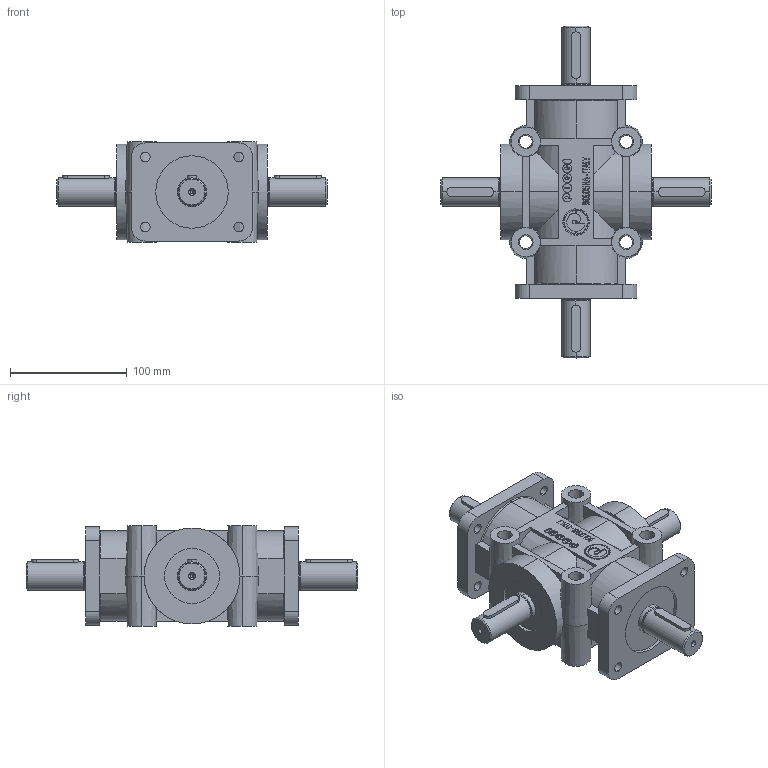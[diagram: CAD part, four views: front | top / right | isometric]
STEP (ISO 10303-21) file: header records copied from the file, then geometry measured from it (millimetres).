
FILE_DESCRIPTION(('STEP AP214'),'1');
FILE_NAME('182026111.stp','2017-10-10T10:35:56',('TraceParts'),('TraceParts S.A.'),'Spatial InterOp 3D',' ',' ');
FILE_SCHEMA(('automotive_design'));
Length unit declared in the file: millimetre
Products named in the file (1): 182026111
Bounding box: 231 x 284 x 86 mm (x, y, z)
Volume: 1468898.8 mm3; surface area: 141830.3 mm2
Topology: 1 solids, 1 shells, 991 faces, 2672 edges, 1752 vertices
Faces by surface type: plane 421, extrusion 346, cylinder 130, cone 70, torus 24
Entity records: 57606 total; most frequent: CARTESIAN_POINT 26520, ORIENTED_EDGE 5328, DIRECTION 3640, EDGE_CURVE 2664, VERTEX_POINT 1752, VECTOR 1516, B_SPLINE_CURVE_WITH_KNOTS 1424, LINE 1170
